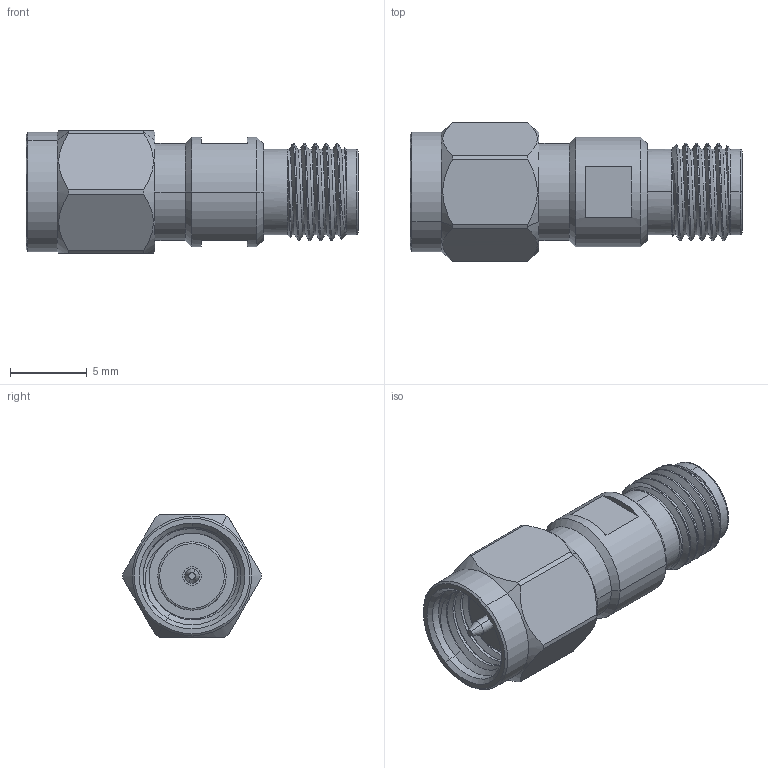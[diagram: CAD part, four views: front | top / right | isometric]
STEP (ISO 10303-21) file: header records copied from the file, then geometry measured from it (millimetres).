
FILE_DESCRIPTION (( 'STEP AP203' ), '1' );
FILE_NAME ('PE9694.step', '2019-06-14T18:50:46', ( '' ), ( '' ), 'SwSTEP 2.0', 'SolidWorks 2018', '' );
FILE_SCHEMA (( 'CONFIG_CONTROL_DESIGN' ));
Length unit declared in the file: inch
Products named in the file (1): PE9694
Bounding box: 21.59 x 8.99 x 7.94 mm (x, y, z)
Volume: 714.6 mm3; surface area: 896.5 mm2
Topology: 1 solids, 1 shells, 128 faces, 310 edges, 196 vertices
Faces by surface type: cylinder 57, plane 32, cone 29, bspline 8, torus 2
Entity records: 6885 total; most frequent: CARTESIAN_POINT 3970, ORIENTED_EDGE 620, DIRECTION 568, EDGE_CURVE 310, AXIS2_PLACEMENT_3D 229, VERTEX_POINT 196, EDGE_LOOP 140, FACE_OUTER_BOUND 128
